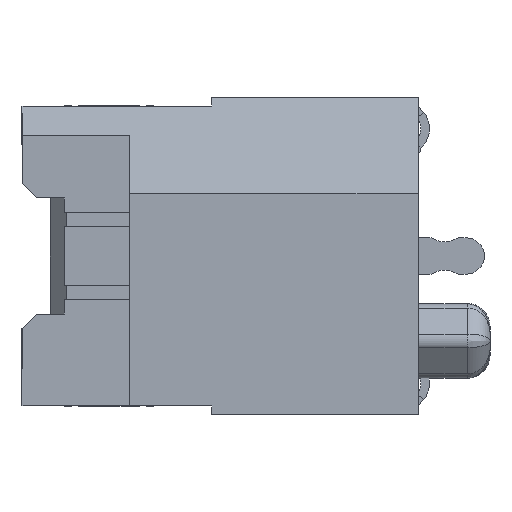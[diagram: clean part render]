
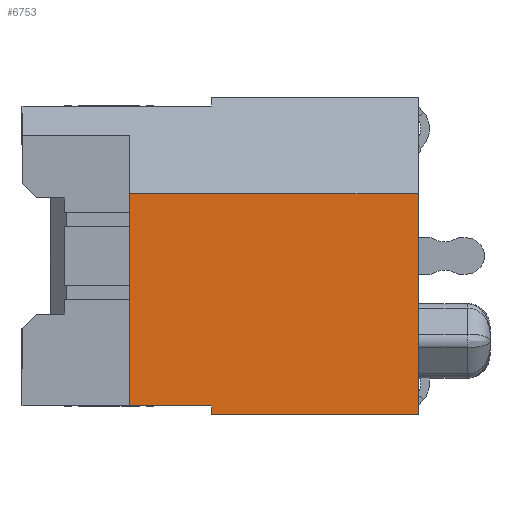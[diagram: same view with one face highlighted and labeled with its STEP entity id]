
A CAD part, left-side view. The second image highlights one B-rep face of the part: STEP entity #6753.
In plain terms, the highlighted planar face has unit normal (-1, 0, 0).
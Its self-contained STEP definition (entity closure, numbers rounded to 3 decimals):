
#6744 = ORIENTED_EDGE ( 'NONE', *, *, #6745, .F. ) ;
#6745 = EDGE_CURVE ( 'NONE', #11059, #6757, #28064, .T. ) ;
#6746 = ORIENTED_EDGE ( 'NONE', *, *, #11043, .T. ) ;
#6747 = ORIENTED_EDGE ( 'NONE', *, *, #6748, .F. ) ;
#6748 = EDGE_CURVE ( 'NONE', #11472, #10870, #28094, .T. ) ;
#6753 = ADVANCED_FACE ( 'NONE', ( #28090 ), #28089, .F. ) ;
#6754 = EDGE_LOOP ( 'NONE', ( #6755, #6744, #6746, #6747, #6760, #6761 ) ) ;
#6755 = ORIENTED_EDGE ( 'NONE', *, *, #6756, .F. ) ;
#6756 = EDGE_CURVE ( 'NONE', #6757, #12786, #28179, .T. ) ;
#6757 = VERTEX_POINT ( 'NONE', #28042 ) ;
#6760 = ORIENTED_EDGE ( 'NONE', *, *, #11471, .F. ) ;
#6761 = ORIENTED_EDGE ( 'NONE', *, *, #12788, .F. ) ;
#10870 = VERTEX_POINT ( 'NONE', #31386 ) ;
#11043 = EDGE_CURVE ( 'NONE', #11059, #10870, #31728, .T. ) ;
#11059 = VERTEX_POINT ( 'NONE', #31834 ) ;
#11471 = EDGE_CURVE ( 'NONE', #12789, #11472, #32283, .T. ) ;
#11472 = VERTEX_POINT ( 'NONE', #32279 ) ;
#12786 = VERTEX_POINT ( 'NONE', #34527 ) ;
#12788 = EDGE_CURVE ( 'NONE', #12786, #12789, #34526, .T. ) ;
#12789 = VERTEX_POINT ( 'NONE', #34522 ) ;
#28042 = CARTESIAN_POINT ( 'NONE',  ( -7.75, 1.45, 1.1 ) ) ;
#28062 = VECTOR ( 'NONE', #28095, 1000. ) ;
#28063 = CARTESIAN_POINT ( 'NONE',  ( -7.75, 1.45, 1.025 ) ) ;
#28064 = LINE ( 'NONE', #28063, #28062 ) ;
#28089 = PLANE ( 'NONE',  #28178 ) ;
#28090 = FACE_OUTER_BOUND ( 'NONE', #6754, .T. ) ;
#28091 = DIRECTION ( 'NONE',  ( 0., 0., 1. ) ) ;
#28092 = VECTOR ( 'NONE', #28091, 1000. ) ;
#28093 = CARTESIAN_POINT ( 'NONE',  ( -7.75, 0., -2.8 ) ) ;
#28094 = LINE ( 'NONE', #28093, #28092 ) ;
#28095 = DIRECTION ( 'NONE',  ( 0., 0., 1. ) ) ;
#28172 = DIRECTION ( 'NONE',  ( 0., -1., 0. ) ) ;
#28173 = VECTOR ( 'NONE', #28172, 1000. ) ;
#28174 = CARTESIAN_POINT ( 'NONE',  ( -7.75, 3.35, 1.1 ) ) ;
#28175 = DIRECTION ( 'NONE',  ( 0., 0., -1. ) ) ;
#28176 = DIRECTION ( 'NONE',  ( 1., 0., 0. ) ) ;
#28177 = CARTESIAN_POINT ( 'NONE',  ( -7.75, 3.35, -2.8 ) ) ;
#28178 = AXIS2_PLACEMENT_3D ( 'NONE', #28177, #28176, #28175 ) ;
#28179 = LINE ( 'NONE', #28174, #28173 ) ;
#31386 = CARTESIAN_POINT ( 'NONE',  ( -7.75, 0., -2.65 ) ) ;
#31725 = DIRECTION ( 'NONE',  ( 0., -1., 0. ) ) ;
#31726 = VECTOR ( 'NONE', #31725, 1000. ) ;
#31727 = CARTESIAN_POINT ( 'NONE',  ( -7.75, 3.35, -2.65 ) ) ;
#31728 = LINE ( 'NONE', #31727, #31726 ) ;
#31834 = CARTESIAN_POINT ( 'NONE',  ( -7.75, 1.45, -2.65 ) ) ;
#32279 = CARTESIAN_POINT ( 'NONE',  ( -7.75, 0., -2.8 ) ) ;
#32280 = DIRECTION ( 'NONE',  ( 0., 1., 0. ) ) ;
#32281 = VECTOR ( 'NONE', #32280, 1000. ) ;
#32282 = CARTESIAN_POINT ( 'NONE',  ( -7.75, -3.65, -2.8 ) ) ;
#32283 = LINE ( 'NONE', #32282, #32281 ) ;
#34522 = CARTESIAN_POINT ( 'NONE',  ( -7.75, -3.65, -2.8 ) ) ;
#34523 = DIRECTION ( 'NONE',  ( 0., 0., -1. ) ) ;
#34524 = VECTOR ( 'NONE', #34523, 1000. ) ;
#34525 = CARTESIAN_POINT ( 'NONE',  ( -7.75, -3.65, 2.8 ) ) ;
#34526 = LINE ( 'NONE', #34525, #34524 ) ;
#34527 = CARTESIAN_POINT ( 'NONE',  ( -7.75, -3.65, 1.1 ) ) ;
